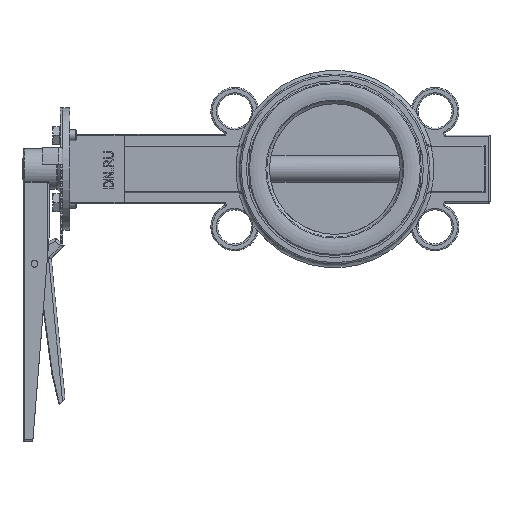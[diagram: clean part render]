
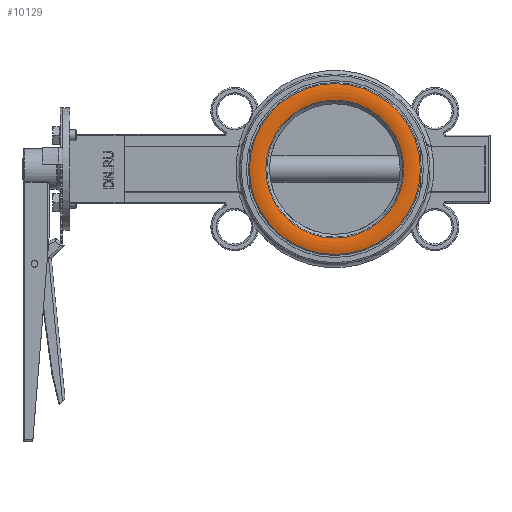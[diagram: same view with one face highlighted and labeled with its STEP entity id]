
A CAD part, left-side view. The second image highlights one B-rep face of the part: STEP entity #10129.
In plain terms, the highlighted toroidal (fillet/blend) face has major radius 56.75 mm and minor radius 20.291 mm.
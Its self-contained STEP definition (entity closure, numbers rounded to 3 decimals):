
#198=TOROIDAL_SURFACE('',#11107,56.75,20.291);
#631=CIRCLE('',#11088,62.798);
#634=CIRCLE('',#11093,50.702);
#640=CIRCLE('',#11108,20.291);
#1460=FACE_OUTER_BOUND('',#2042,.T.);
#2042=EDGE_LOOP('',(#7631,#7632,#7633,#7634));
#4258=VERTEX_POINT('',#17781);
#4260=VERTEX_POINT('',#17790);
#5438=EDGE_CURVE('',#4258,#4258,#631,.T.);
#5442=EDGE_CURVE('',#4260,#4260,#634,.T.);
#5460=EDGE_CURVE('',#4258,#4260,#640,.T.);
#7631=ORIENTED_EDGE('',*,*,#5438,.F.);
#7632=ORIENTED_EDGE('',*,*,#5460,.T.);
#7633=ORIENTED_EDGE('',*,*,#5442,.F.);
#7634=ORIENTED_EDGE('',*,*,#5460,.F.);
#10129=ADVANCED_FACE('',(#1460),#198,.T.);
#11088=AXIS2_PLACEMENT_3D('',#17783,#12904,#12905);
#11093=AXIS2_PLACEMENT_3D('',#17791,#12915,#12916);
#11107=AXIS2_PLACEMENT_3D('',#17897,#12949,#12950);
#11108=AXIS2_PLACEMENT_3D('',#17898,#12951,#12952);
#12904=DIRECTION('center_axis',(0.,0.,1.));
#12905=DIRECTION('ref_axis',(0.,1.,0.));
#12915=DIRECTION('center_axis',(0.,0.,-1.));
#12916=DIRECTION('ref_axis',(0.,1.,0.));
#12949=DIRECTION('center_axis',(0.,0.,1.));
#12950=DIRECTION('ref_axis',(1.,0.,0.));
#12951=DIRECTION('center_axis',(0.,-1.,0.));
#12952=DIRECTION('ref_axis',(-1.,0.,0.));
#17781=CARTESIAN_POINT('',(-62.798,32.957,-67.138));
#17783=CARTESIAN_POINT('Origin',(0.,32.957,-67.138));
#17790=CARTESIAN_POINT('',(-50.702,32.957,-67.138));
#17791=CARTESIAN_POINT('Origin',(0.,32.957,-67.138));
#17897=CARTESIAN_POINT('Origin',(0.,32.957,-47.769));
#17898=CARTESIAN_POINT('Origin',(-56.75,32.957,-47.769));
